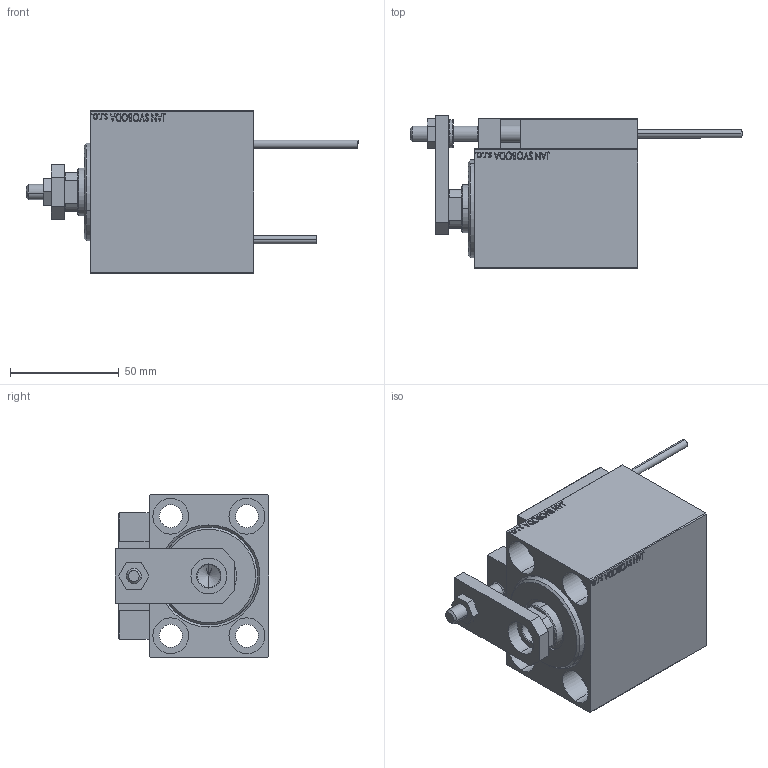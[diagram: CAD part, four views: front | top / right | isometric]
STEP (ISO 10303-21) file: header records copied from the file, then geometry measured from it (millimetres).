
FILE_DESCRIPTION (( 'STEP AP203' ), '1' );
FILE_NAME ('b0c5.STEP', '2024-02-12T10:32:19', ( '' ), ( '' ), 'SwSTEP 2.0', 'SolidWorks 2019', '' );
FILE_SCHEMA (( 'CONFIG_CONTROL_DESIGN' ));
Length unit declared in the file: millimetre
Products named in the file (15): V450CM_C_Body 69857bff1fa4fefb583a4cc21427a6aa; SWITCH DIM B,W 69857bff1fa4fefb583a4cc21427a6aa; KONCOVKA 69857bff1fa4fefb583a4cc21427a6aa; SWITCH X 69857bff1fa4fefb583a4cc21427a6aa; ZARAZKA 69857bff1fa4fefb583a4cc21427a6aa; V450CM_C_VCP 69857bff1fa4fefb583a4cc21427a6aa; NUT_D12 69857bff1fa4fefb583a4cc21427a6aa; ALLEN BOLT D8 69857bff1fa4fefb583a4cc21427a6aa; Block 69857bff1fa4fefb583a4cc21427a6aa; MAGNET 69857bff1fa4fefb583a4cc21427a6aa; b0c5; V450CM_VC_B 69857bff1fa4fefb583a4cc21427a6aa; ALLEN BOLT D5 69857bff1fa4fefb583a4cc21427a6aa; SWITCH_X_FRONT_BACK 69857bff1fa4fefb583a4cc21427a6aa; TYC_L79 69857bff1fa4fefb583a4cc21427a6aa
Assembly tree (24 placements, depth 3):
  b0c5
    V450CM_C_Body 69857bff1fa4fefb583a4cc21427a6aa
    SWITCH X 69857bff1fa4fefb583a4cc21427a6aa
      SWITCH_X_FRONT_BACK 69857bff1fa4fefb583a4cc21427a6aa  x2
      TYC_L79 69857bff1fa4fefb583a4cc21427a6aa
      Block 69857bff1fa4fefb583a4cc21427a6aa  x2
      ALLEN BOLT D5 69857bff1fa4fefb583a4cc21427a6aa  x4
      ALLEN BOLT D8 69857bff1fa4fefb583a4cc21427a6aa  x4
      MAGNET 69857bff1fa4fefb583a4cc21427a6aa  x2
      KONCOVKA 69857bff1fa4fefb583a4cc21427a6aa  x2
    NUT_D12 69857bff1fa4fefb583a4cc21427a6aa
    SWITCH DIM B,W 69857bff1fa4fefb583a4cc21427a6aa
    ZARAZKA 69857bff1fa4fefb583a4cc21427a6aa
    V450CM_C_VCP 69857bff1fa4fefb583a4cc21427a6aa
    V450CM_VC_B 69857bff1fa4fefb583a4cc21427a6aa
Bounding box: 152.7 x 70.5 x 75 mm (x, y, z)
Volume: 315510.9 mm3; surface area: 83864.9 mm2
Topology: 23 solids, 23 shells, 1272 faces, 3044 edges, 1947 vertices
Faces by surface type: plane 558, bspline 380, cylinder 180, cone 106, torus 44, sphere 4
Entity records: 49883 total; most frequent: CARTESIAN_POINT 25860, ORIENTED_EDGE 5108, DIRECTION 3406, EDGE_CURVE 2554, VERTEX_POINT 1671, LINE 1476, VECTOR 1476, EDGE_LOOP 1179
